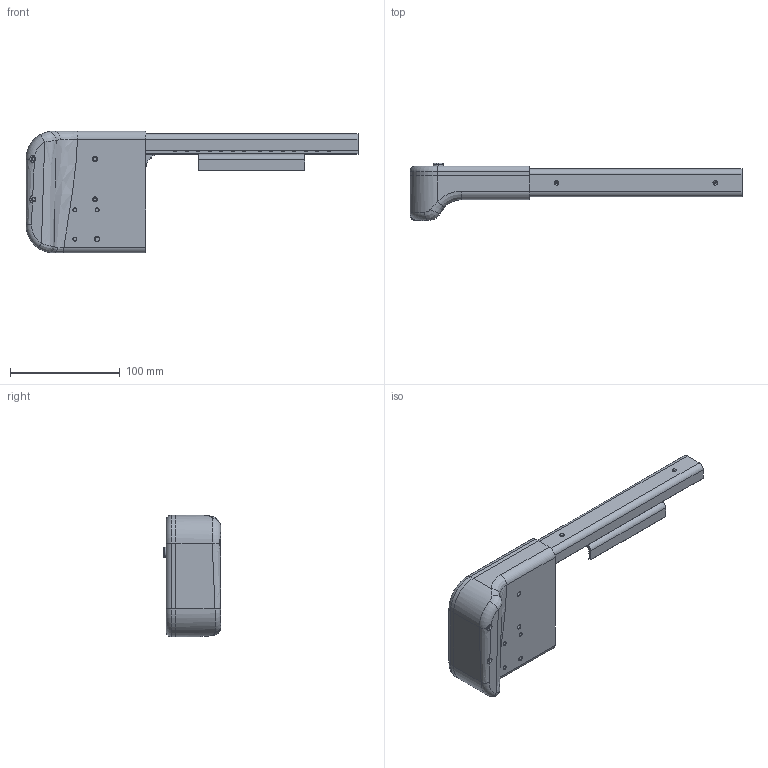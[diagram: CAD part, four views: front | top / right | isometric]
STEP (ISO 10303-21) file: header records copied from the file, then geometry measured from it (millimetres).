
FILE_DESCRIPTION (( 'STEP AP203' ), '1' );
FILE_NAME ('face_button.step', '2019-10-07T21:27:57', ( '' ), ( '' ), 'SwSTEP 2.0', 'SolidWorks 2017', '' );
FILE_SCHEMA (( 'CONFIG_CONTROL_DESIGN' ));
Length unit declared in the file: inch
Products named in the file (1): face_button
Bounding box: 302.26 x 52.07 x 110.76 mm (x, y, z)
Volume: 152045.4 mm3; surface area: 127521.3 mm2
Topology: 5 solids, 5 shells, 507 faces, 1389 edges, 906 vertices
Faces by surface type: plane 212, cylinder 210, torus 58, bspline 23, cone 4
Entity records: 18335 total; most frequent: CARTESIAN_POINT 5064, ORIENTED_EDGE 2778, DIRECTION 2756, EDGE_CURVE 1389, AXIS2_PLACEMENT_3D 1003, VERTEX_POINT 906, LINE 750, VECTOR 750
